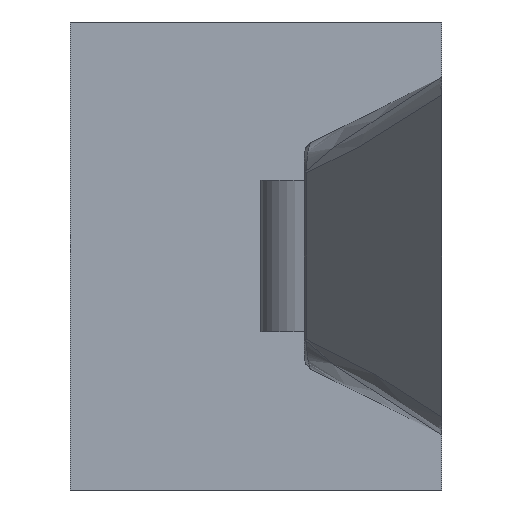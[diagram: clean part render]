
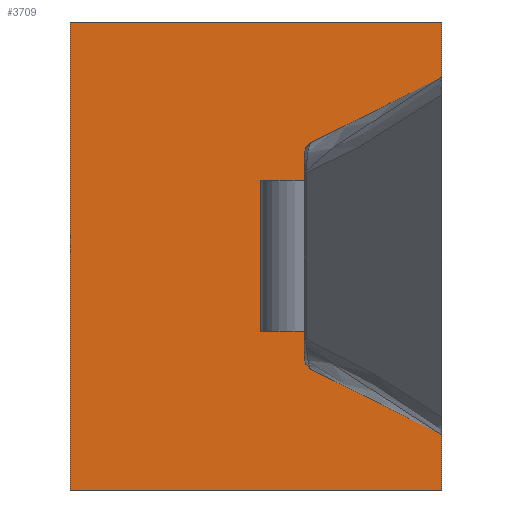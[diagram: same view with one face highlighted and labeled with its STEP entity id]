
A CAD part, left-side view. The second image highlights one B-rep face of the part: STEP entity #3709.
In plain terms, the highlighted planar face has unit normal (-1, 0, 0).
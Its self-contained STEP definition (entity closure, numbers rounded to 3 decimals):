
#109 = CARTESIAN_POINT ( 'NONE',  ( -1.425, 1.35, 0.85 ) ) ;
#121 = VERTEX_POINT ( 'NONE', #690 ) ;
#196 = CARTESIAN_POINT ( 'NONE',  ( -1.425, 1.35, -0.85 ) ) ;
#331 = VERTEX_POINT ( 'NONE', #618 ) ;
#408 = FACE_BOUND ( 'NONE', #1931, .T. ) ;
#427 = DIRECTION ( 'NONE',  ( 0., 0., 1. ) ) ;
#430 = PLANE ( 'NONE',  #2131 ) ;
#454 = LINE ( 'NONE', #3202, #4503 ) ;
#511 = LINE ( 'NONE', #777, #2526 ) ;
#618 = CARTESIAN_POINT ( 'NONE',  ( -1.425, 0.54, 0.275 ) ) ;
#690 = CARTESIAN_POINT ( 'NONE',  ( -1.425, 0., 0.85 ) ) ;
#698 = VECTOR ( 'NONE', #751, 1000. ) ;
#751 = DIRECTION ( 'NONE',  ( 0., -1., 0. ) ) ;
#762 = VECTOR ( 'NONE', #4220, 1000. ) ;
#777 = CARTESIAN_POINT ( 'NONE',  ( -1.425, 0., -0.85 ) ) ;
#779 = VECTOR ( 'NONE', #427, 1000. ) ;
#983 = EDGE_CURVE ( 'NONE', #1048, #331, #4349, .T. ) ;
#1048 = VERTEX_POINT ( 'NONE', #1615 ) ;
#1189 = DIRECTION ( 'NONE',  ( 0., 0., 1. ) ) ;
#1242 = ORIENTED_EDGE ( 'NONE', *, *, #4050, .F. ) ;
#1302 = EDGE_CURVE ( 'NONE', #1632, #4513, #4259, .T. ) ;
#1342 = EDGE_LOOP ( 'NONE', ( #2379, #4393, #2667, #2165 ) ) ;
#1391 = EDGE_CURVE ( 'NONE', #2370, #121, #511, .T. ) ;
#1426 = CARTESIAN_POINT ( 'NONE',  ( -1.425, 1.35, -0.85 ) ) ;
#1442 = CARTESIAN_POINT ( 'NONE',  ( -1.425, 0.66, -0.275 ) ) ;
#1555 = DIRECTION ( 'NONE',  ( 0., 0., -1. ) ) ;
#1615 = CARTESIAN_POINT ( 'NONE',  ( -1.425, 0.66, 0.275 ) ) ;
#1632 = VERTEX_POINT ( 'NONE', #3148 ) ;
#1660 = ORIENTED_EDGE ( 'NONE', *, *, #4105, .T. ) ;
#1910 = VECTOR ( 'NONE', #1189, 1000. ) ;
#1931 = EDGE_LOOP ( 'NONE', ( #1660, #4113, #1242, #2541 ) ) ;
#2131 = AXIS2_PLACEMENT_3D ( 'NONE', #196, #3281, #1555 ) ;
#2138 = CARTESIAN_POINT ( 'NONE',  ( -1.425, 0., -0.85 ) ) ;
#2161 = DIRECTION ( 'NONE',  ( 0., 0., 1. ) ) ;
#2165 = ORIENTED_EDGE ( 'NONE', *, *, #2452, .T. ) ;
#2193 = LINE ( 'NONE', #4325, #1910 ) ;
#2370 = VERTEX_POINT ( 'NONE', #2138 ) ;
#2379 = ORIENTED_EDGE ( 'NONE', *, *, #1391, .T. ) ;
#2447 = CARTESIAN_POINT ( 'NONE',  ( -1.425, 0.54, -0.275 ) ) ;
#2452 = EDGE_CURVE ( 'NONE', #1632, #2370, #4239, .T. ) ;
#2504 = CARTESIAN_POINT ( 'NONE',  ( -1.425, 1.35, -0.275 ) ) ;
#2526 = VECTOR ( 'NONE', #2161, 1000. ) ;
#2541 = ORIENTED_EDGE ( 'NONE', *, *, #2715, .F. ) ;
#2592 = DIRECTION ( 'NONE',  ( 0., -1., 0. ) ) ;
#2606 = VECTOR ( 'NONE', #3658, 1000. ) ;
#2667 = ORIENTED_EDGE ( 'NONE', *, *, #1302, .F. ) ;
#2715 = EDGE_CURVE ( 'NONE', #4423, #4138, #3466, .T. ) ;
#2861 = FACE_OUTER_BOUND ( 'NONE', #1342, .T. ) ;
#3135 = CARTESIAN_POINT ( 'NONE',  ( -1.425, 1.35, -0.85 ) ) ;
#3148 = CARTESIAN_POINT ( 'NONE',  ( -1.425, 1.35, -0.85 ) ) ;
#3202 = CARTESIAN_POINT ( 'NONE',  ( -1.425, 0.66, -0.85 ) ) ;
#3281 = DIRECTION ( 'NONE',  ( 1., 0., 0. ) ) ;
#3297 = VECTOR ( 'NONE', #2592, 1000. ) ;
#3302 = CARTESIAN_POINT ( 'NONE',  ( -1.425, 1.35, 0.85 ) ) ;
#3340 = EDGE_CURVE ( 'NONE', #4513, #121, #4324, .T. ) ;
#3466 = LINE ( 'NONE', #2504, #698 ) ;
#3658 = DIRECTION ( 'NONE',  ( 0., -1., 0. ) ) ;
#3709 = ADVANCED_FACE ( 'NONE', ( #408, #2861 ), #430, .F. ) ;
#3825 = DIRECTION ( 'NONE',  ( 0., 0., 1. ) ) ;
#3985 = CARTESIAN_POINT ( 'NONE',  ( -1.425, 1.35, 0.275 ) ) ;
#4050 = EDGE_CURVE ( 'NONE', #4138, #331, #2193, .T. ) ;
#4105 = EDGE_CURVE ( 'NONE', #4423, #1048, #454, .T. ) ;
#4113 = ORIENTED_EDGE ( 'NONE', *, *, #983, .T. ) ;
#4138 = VERTEX_POINT ( 'NONE', #2447 ) ;
#4220 = DIRECTION ( 'NONE',  ( 0., -1., 0. ) ) ;
#4239 = LINE ( 'NONE', #3135, #762 ) ;
#4259 = LINE ( 'NONE', #1426, #779 ) ;
#4324 = LINE ( 'NONE', #109, #3297 ) ;
#4325 = CARTESIAN_POINT ( 'NONE',  ( -1.425, 0.54, -0.85 ) ) ;
#4349 = LINE ( 'NONE', #3985, #2606 ) ;
#4393 = ORIENTED_EDGE ( 'NONE', *, *, #3340, .F. ) ;
#4423 = VERTEX_POINT ( 'NONE', #1442 ) ;
#4503 = VECTOR ( 'NONE', #3825, 1000. ) ;
#4513 = VERTEX_POINT ( 'NONE', #3302 ) ;
